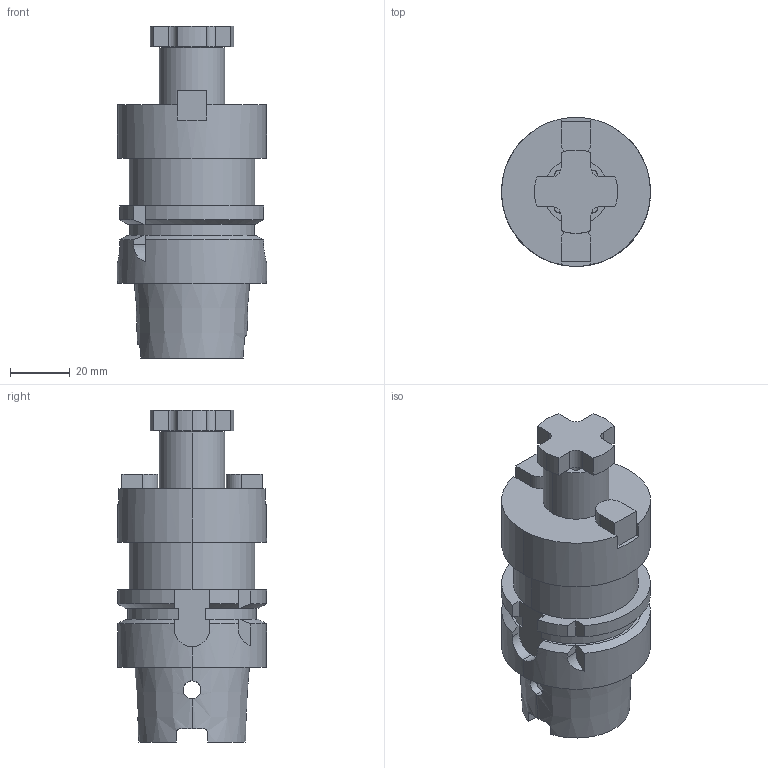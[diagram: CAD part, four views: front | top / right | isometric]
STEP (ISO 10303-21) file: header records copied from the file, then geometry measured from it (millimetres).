
FILE_DESCRIPTION (( 'STEP AP203' ), '1' );
FILE_NAME ('STP-32532.STEP', '2021-03-19T08:43:51', ( '' ), ( '' ), 'SwSTEP 2.0', 'SolidWorks 2017', '' );
FILE_SCHEMA (( 'CONFIG_CONTROL_DESIGN' ));
Length unit declared in the file: millimetre
Products named in the file (1): STP-32532
Bounding box: 50 x 50 x 111.38 mm (x, y, z)
Volume: 116047.7 mm3; surface area: 26826 mm2
Topology: 1 solids, 1 shells, 153 faces, 419 edges, 271 vertices
Faces by surface type: cylinder 70, plane 67, cone 10, torus 6
Entity records: 5840 total; most frequent: CARTESIAN_POINT 1901, ORIENTED_EDGE 838, DIRECTION 777, EDGE_CURVE 419, AXIS2_PLACEMENT_3D 285, VERTEX_POINT 271, VECTOR 207, LINE 207
